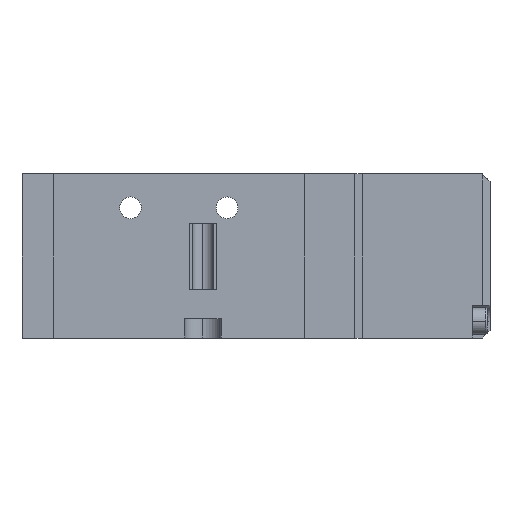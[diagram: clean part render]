
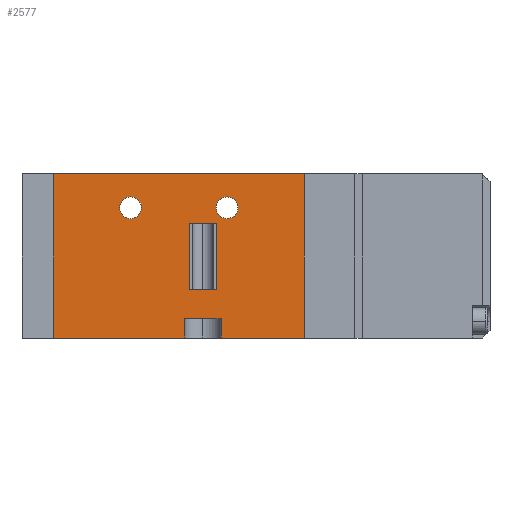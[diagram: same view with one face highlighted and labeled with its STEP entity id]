
A CAD part, front view. The second image highlights one B-rep face of the part: STEP entity #2577.
In plain terms, the highlighted face is planar.
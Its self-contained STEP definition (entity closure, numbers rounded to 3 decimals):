
#136 = VERTEX_POINT ( 'NONE', #6436 ) ;
#137 = VERTEX_POINT ( 'NONE', #6437 ) ;
#138 = VERTEX_POINT ( 'NONE', #6438 ) ;
#139 = VERTEX_POINT ( 'NONE', #6439 ) ;
#140 = VERTEX_POINT ( 'NONE', #6440 ) ;
#141 = VERTEX_POINT ( 'NONE', #6441 ) ;
#273 = VERTEX_POINT ( 'NONE', #15347 ) ;
#275 = VERTEX_POINT ( 'NONE', #15349 ) ;
#636 = CARTESIAN_POINT ( 'NONE',  ( 26., 34., -13.25 ) ) ;
#637 = DIRECTION ( 'NONE',  ( 0., -1., 0. ) ) ;
#640 = CARTESIAN_POINT ( 'NONE',  ( 10., 7., -13.25 ) ) ;
#641 = DIRECTION ( 'NONE',  ( 0., 0., 1. ) ) ;
#642 = DIRECTION ( 'NONE',  ( 1., 0., 0. ) ) ;
#643 = CARTESIAN_POINT ( 'NONE',  ( -10., 7., -13.25 ) ) ;
#644 = DIRECTION ( 'NONE',  ( 0., 0., 1. ) ) ;
#645 = DIRECTION ( 'NONE',  ( 1., 0., 0. ) ) ;
#646 = CARTESIAN_POINT ( 'NONE',  ( 7.75, 24., -13.25 ) ) ;
#647 = DIRECTION ( 'NONE',  ( 1., 0., 0. ) ) ;
#648 = CARTESIAN_POINT ( 'NONE',  ( 2.25, 10.2, -13.25 ) ) ;
#649 = DIRECTION ( 'NONE',  ( 0., 1., 0. ) ) ;
#650 = CARTESIAN_POINT ( 'NONE',  ( 7.75, 10.2, -13.25 ) ) ;
#651 = DIRECTION ( 'NONE',  ( -1., 0., 0. ) ) ;
#652 = CARTESIAN_POINT ( 'NONE',  ( 7.75, 10.2, -13.25 ) ) ;
#653 = DIRECTION ( 'NONE',  ( 0., -1., 0. ) ) ;
#654 = CARTESIAN_POINT ( 'NONE',  ( 1.25, 30., -13.25 ) ) ;
#655 = DIRECTION ( 'NONE',  ( 0., 1., 0. ) ) ;
#656 = CARTESIAN_POINT ( 'NONE',  ( 1.25, 30., -13.25 ) ) ;
#657 = DIRECTION ( 'NONE',  ( -1., 0., 0. ) ) ;
#658 = CARTESIAN_POINT ( 'NONE',  ( 8.75, 30., -13.25 ) ) ;
#659 = DIRECTION ( 'NONE',  ( 0., 1., 0. ) ) ;
#660 = CARTESIAN_POINT ( 'NONE',  ( -26., 34., -13.25 ) ) ;
#661 = DIRECTION ( 'NONE',  ( 0., -1., 0. ) ) ;
#1222 = CARTESIAN_POINT ( 'NONE',  ( -10., 7., -13.25 ) ) ;
#1223 = DIRECTION ( 'NONE',  ( 0., 0., 1. ) ) ;
#1224 = DIRECTION ( 'NONE',  ( 1., 0., 0. ) ) ;
#1415 = CARTESIAN_POINT ( 'NONE',  ( 10., 7., -13.25 ) ) ;
#1416 = DIRECTION ( 'NONE',  ( 0., 0., 1. ) ) ;
#1417 = DIRECTION ( 'NONE',  ( 1., 0., 0. ) ) ;
#2011 = CIRCLE ( 'NONE', #7922, 2.25 ) ;
#2105 = CIRCLE ( 'NONE', #7943, 2.25 ) ;
#2577 = ADVANCED_FACE ( 'NONE', ( #23417, #23418, #23419, #23420 ), #11763, .F. ) ;
#4421 = VERTEX_POINT ( 'NONE', #7016 ) ;
#4460 = VERTEX_POINT ( 'NONE', #7037 ) ;
#4462 = VERTEX_POINT ( 'NONE', #7038 ) ;
#5304 = CARTESIAN_POINT ( 'NONE',  ( 26., 34., -13.25 ) ) ;
#5305 = CARTESIAN_POINT ( 'NONE',  ( 8.75, 34., -13.25 ) ) ;
#5307 = CARTESIAN_POINT ( 'NONE',  ( 1.25, 34., -13.25 ) ) ;
#5308 = CARTESIAN_POINT ( 'NONE',  ( -26., 34., -13.25 ) ) ;
#6436 = CARTESIAN_POINT ( 'NONE',  ( 2.25, 24., -13.25 ) ) ;
#6437 = CARTESIAN_POINT ( 'NONE',  ( 7.75, 24., -13.25 ) ) ;
#6438 = CARTESIAN_POINT ( 'NONE',  ( 2.25, 10.2, -13.25 ) ) ;
#6439 = CARTESIAN_POINT ( 'NONE',  ( 7.75, 10.2, -13.25 ) ) ;
#6440 = CARTESIAN_POINT ( 'NONE',  ( 1.25, 30., -13.25 ) ) ;
#6441 = CARTESIAN_POINT ( 'NONE',  ( 8.75, 30., -13.25 ) ) ;
#7016 = CARTESIAN_POINT ( 'NONE',  ( -7.75, 7., -13.25 ) ) ;
#7037 = CARTESIAN_POINT ( 'NONE',  ( -12.25, 7., -13.25 ) ) ;
#7038 = CARTESIAN_POINT ( 'NONE',  ( 7.75, 7., -13.25 ) ) ;
#7905 = AXIS2_PLACEMENT_3D ( 'NONE', #640, #641, #642 ) ;
#7906 = AXIS2_PLACEMENT_3D ( 'NONE', #643, #644, #645 ) ;
#7922 = AXIS2_PLACEMENT_3D ( 'NONE', #1222, #1223, #1224 ) ;
#7943 = AXIS2_PLACEMENT_3D ( 'NONE', #1415, #1416, #1417 ) ;
#8481 = CARTESIAN_POINT ( 'NONE',  ( -26., 34., -13.25 ) ) ;
#8482 = DIRECTION ( 'NONE',  ( -1., 0., 0. ) ) ;
#8706 = CARTESIAN_POINT ( 'NONE',  ( -26., 34., -13.25 ) ) ;
#8707 = DIRECTION ( 'NONE',  ( -1., 0., 0. ) ) ;
#8912 = LINE ( 'NONE', #8481, #8913 ) ;
#8913 = VECTOR ( 'NONE', #8482, 1000. ) ;
#8998 = LINE ( 'NONE', #8706, #8999 ) ;
#8999 = VECTOR ( 'NONE', #8707, 1000. ) ;
#9921 = EDGE_CURVE ( 'NONE', #26279, #26280, #8912, .T. ) ;
#10022 = EDGE_CURVE ( 'NONE', #26276, #26277, #8998, .T. ) ;
#11763 = PLANE ( 'NONE',  #12920 ) ;
#11765 = CARTESIAN_POINT ( 'NONE',  ( -26., 34., -13.25 ) ) ;
#11766 = DIRECTION ( 'NONE',  ( 0., 0., 1. ) ) ;
#11768 = DIRECTION ( 'NONE',  ( 1., 0., 0. ) ) ;
#12920 = AXIS2_PLACEMENT_3D ( 'NONE', #11765, #11766, #11768 ) ;
#13562 = ORIENTED_EDGE ( 'NONE', *, *, #24758, .T. ) ;
#13563 = ORIENTED_EDGE ( 'NONE', *, *, #25024, .T. ) ;
#13564 = ORIENTED_EDGE ( 'NONE', *, *, #24759, .T. ) ;
#13565 = ORIENTED_EDGE ( 'NONE', *, *, #24959, .T. ) ;
#13566 = ORIENTED_EDGE ( 'NONE', *, *, #24760, .F. ) ;
#13567 = ORIENTED_EDGE ( 'NONE', *, *, #24761, .F. ) ;
#13568 = ORIENTED_EDGE ( 'NONE', *, *, #24762, .F. ) ;
#13569 = ORIENTED_EDGE ( 'NONE', *, *, #24763, .F. ) ;
#13570 = ORIENTED_EDGE ( 'NONE', *, *, #9921, .F. ) ;
#13571 = ORIENTED_EDGE ( 'NONE', *, *, #24764, .F. ) ;
#13572 = ORIENTED_EDGE ( 'NONE', *, *, #24765, .F. ) ;
#13573 = ORIENTED_EDGE ( 'NONE', *, *, #24766, .T. ) ;
#13574 = ORIENTED_EDGE ( 'NONE', *, *, #10022, .F. ) ;
#13575 = ORIENTED_EDGE ( 'NONE', *, *, #24756, .T. ) ;
#13576 = ORIENTED_EDGE ( 'NONE', *, *, #24684, .T. ) ;
#13577 = ORIENTED_EDGE ( 'NONE', *, *, #24767, .F. ) ;
#13948 = EDGE_LOOP ( 'NONE', ( #13562, #13563 ) ) ;
#13949 = EDGE_LOOP ( 'NONE', ( #13564, #13565 ) ) ;
#13950 = EDGE_LOOP ( 'NONE', ( #13566, #13567, #13568, #13569 ) ) ;
#13951 = EDGE_LOOP ( 'NONE', ( #13570, #13571, #13572, #13573, #13574, #13575, #13576, #13577 ) ) ;
#15347 = CARTESIAN_POINT ( 'NONE',  ( 26., 0., -13.25 ) ) ;
#15349 = CARTESIAN_POINT ( 'NONE',  ( -26., 0., -13.25 ) ) ;
#21787 = CARTESIAN_POINT ( 'NONE',  ( 12.25, 7., -13.25 ) ) ;
#21819 = CARTESIAN_POINT ( 'NONE',  ( -26., 0., -13.25 ) ) ;
#21820 = DIRECTION ( 'NONE',  ( -1., 0., 0. ) ) ;
#22439 = LINE ( 'NONE', #21819, #22440 ) ;
#22440 = VECTOR ( 'NONE', #21820, 1000. ) ;
#22531 = LINE ( 'NONE', #636, #22533 ) ;
#22533 = VECTOR ( 'NONE', #637, 1000. ) ;
#22536 = CIRCLE ( 'NONE', #7905, 2.25 ) ;
#22537 = LINE ( 'NONE', #646, #22539 ) ;
#22538 = CIRCLE ( 'NONE', #7906, 2.25 ) ;
#22539 = VECTOR ( 'NONE', #647, 1000. ) ;
#22540 = LINE ( 'NONE', #648, #22541 ) ;
#22541 = VECTOR ( 'NONE', #649, 1000. ) ;
#22542 = LINE ( 'NONE', #650, #22543 ) ;
#22543 = VECTOR ( 'NONE', #651, 1000. ) ;
#22544 = LINE ( 'NONE', #652, #22545 ) ;
#22545 = VECTOR ( 'NONE', #653, 1000. ) ;
#22546 = LINE ( 'NONE', #654, #22547 ) ;
#22547 = VECTOR ( 'NONE', #655, 1000. ) ;
#22548 = LINE ( 'NONE', #656, #22549 ) ;
#22549 = VECTOR ( 'NONE', #657, 1000. ) ;
#22550 = LINE ( 'NONE', #658, #22551 ) ;
#22551 = VECTOR ( 'NONE', #659, 1000. ) ;
#22552 = LINE ( 'NONE', #660, #22553 ) ;
#22553 = VECTOR ( 'NONE', #661, 1000. ) ;
#23417 = FACE_BOUND ( 'NONE', #13948, .T. ) ;
#23418 = FACE_BOUND ( 'NONE', #13949, .T. ) ;
#23419 = FACE_BOUND ( 'NONE', #13950, .T. ) ;
#23420 = FACE_OUTER_BOUND ( 'NONE', #13951, .T. ) ;
#24453 = VERTEX_POINT ( 'NONE', #21787 ) ;
#24684 = EDGE_CURVE ( 'NONE', #273, #275, #22439, .T. ) ;
#24756 = EDGE_CURVE ( 'NONE', #26276, #273, #22531, .T. ) ;
#24758 = EDGE_CURVE ( 'NONE', #24453, #4462, #22536, .T. ) ;
#24759 = EDGE_CURVE ( 'NONE', #4421, #4460, #22538, .T. ) ;
#24760 = EDGE_CURVE ( 'NONE', #136, #137, #22537, .T. ) ;
#24761 = EDGE_CURVE ( 'NONE', #138, #136, #22540, .T. ) ;
#24762 = EDGE_CURVE ( 'NONE', #139, #138, #22542, .T. ) ;
#24763 = EDGE_CURVE ( 'NONE', #137, #139, #22544, .T. ) ;
#24764 = EDGE_CURVE ( 'NONE', #140, #26279, #22546, .T. ) ;
#24765 = EDGE_CURVE ( 'NONE', #141, #140, #22548, .T. ) ;
#24766 = EDGE_CURVE ( 'NONE', #141, #26277, #22550, .T. ) ;
#24767 = EDGE_CURVE ( 'NONE', #26280, #275, #22552, .T. ) ;
#24959 = EDGE_CURVE ( 'NONE', #4460, #4421, #2011, .T. ) ;
#25024 = EDGE_CURVE ( 'NONE', #4462, #24453, #2105, .T. ) ;
#26276 = VERTEX_POINT ( 'NONE', #5304 ) ;
#26277 = VERTEX_POINT ( 'NONE', #5305 ) ;
#26279 = VERTEX_POINT ( 'NONE', #5307 ) ;
#26280 = VERTEX_POINT ( 'NONE', #5308 ) ;
